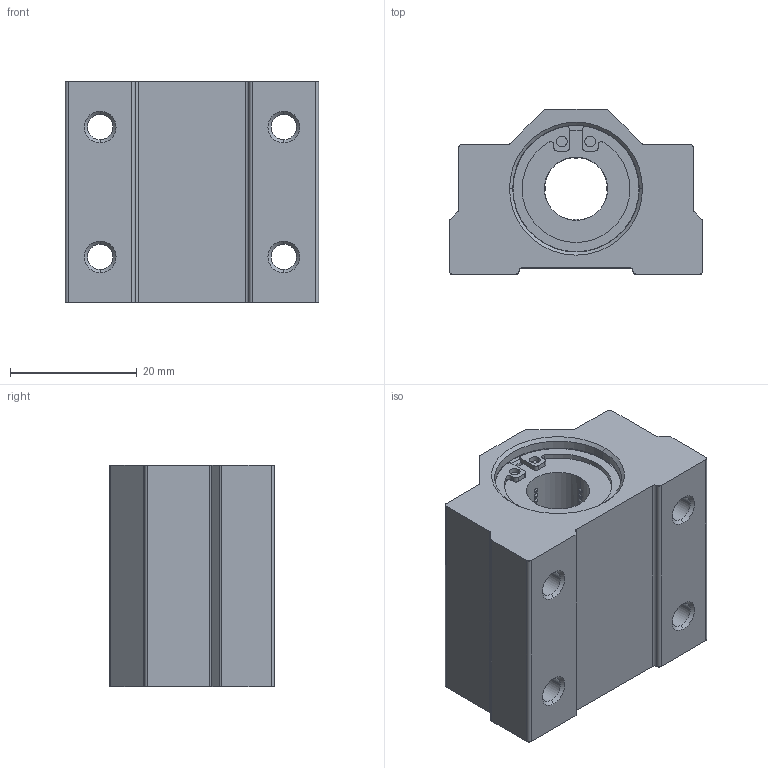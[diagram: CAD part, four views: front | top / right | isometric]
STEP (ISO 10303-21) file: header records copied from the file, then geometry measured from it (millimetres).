
FILE_DESCRIPTION (( 'STEP AP214' ), '1' );
FILE_NAME ('Linear Guide for 10mm Shaft.STEP', '2021-11-12T16:29:05', ( '' ), ( '' ), 'SwSTEP 2.0', 'SolidWorks 2020', '' );
FILE_SCHEMA (( 'AUTOMOTIVE_DESIGN' ));
Length unit declared in the file: millimetre
Products named in the file (1): Linear Guide for 10mm Shaft
Bounding box: 40 x 26 x 35 mm (x, y, z)
Volume: 24477.5 mm3; surface area: 12979.1 mm2
Topology: 4 solids, 4 shells, 350 faces, 942 edges, 660 vertices
Faces by surface type: sphere 200, cylinder 86, plane 44, cone 20
Entity records: 13279 total; most frequent: CARTESIAN_POINT 3853, ORIENTED_EDGE 1884, DIRECTION 1752, EDGE_CURVE 942, AXIS2_PLACEMENT_3D 759, VERTEX_POINT 660, EDGE_LOOP 430, CIRCLE 408
